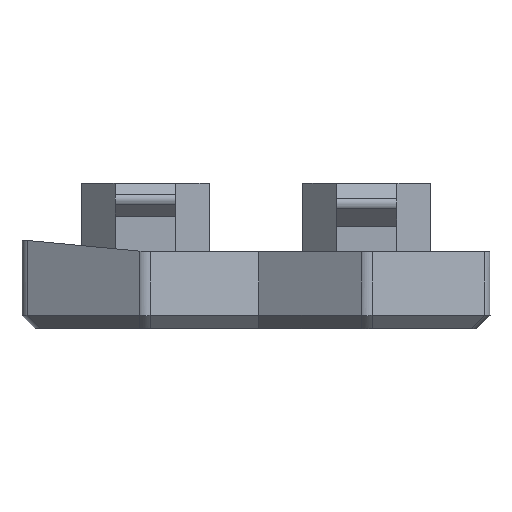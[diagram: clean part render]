
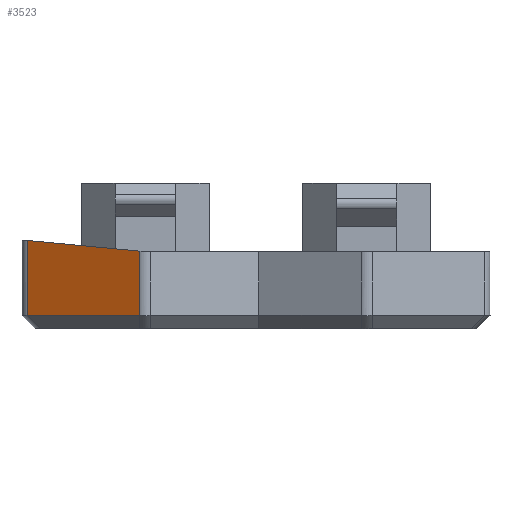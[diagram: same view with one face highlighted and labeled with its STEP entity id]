
A CAD part, left-side view. The second image highlights one B-rep face of the part: STEP entity #3523.
In plain terms, the highlighted planar face has unit normal (-0.866, 0.5, 0).
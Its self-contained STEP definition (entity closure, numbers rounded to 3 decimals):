
#104=ELLIPSE('',#3803,1.298,0.85);
#105=ELLIPSE('',#3804,1.298,0.85);
#408=FACE_OUTER_BOUND('',#604,.T.);
#604=EDGE_LOOP('',(#2971,#2972,#2973,#2974,#2975,#2976));
#919=LINE('',#8952,#1266);
#921=LINE('',#8968,#1268);
#922=LINE('',#8973,#1269);
#923=LINE('',#8976,#1270);
#1266=VECTOR('',#4563,10.);
#1268=VECTOR('',#4569,10.);
#1269=VECTOR('',#4574,10.);
#1270=VECTOR('',#4577,10.);
#1622=VERTEX_POINT('',#8949);
#1623=VERTEX_POINT('',#8951);
#1625=VERTEX_POINT('',#8957);
#1626=VERTEX_POINT('',#8970);
#1627=VERTEX_POINT('',#8972);
#1628=VERTEX_POINT('',#8974);
#2092=EDGE_CURVE('',#1623,#1622,#919,.F.);
#2096=EDGE_CURVE('',#1625,#1622,#921,.T.);
#2097=EDGE_CURVE('',#1626,#1625,#104,.T.);
#2098=EDGE_CURVE('',#1627,#1626,#922,.T.);
#2099=EDGE_CURVE('',#1628,#1627,#105,.T.);
#2100=EDGE_CURVE('',#1628,#1623,#923,.T.);
#2971=ORIENTED_EDGE('',*,*,#2096,.F.);
#2972=ORIENTED_EDGE('',*,*,#2097,.F.);
#2973=ORIENTED_EDGE('',*,*,#2098,.F.);
#2974=ORIENTED_EDGE('',*,*,#2099,.F.);
#2975=ORIENTED_EDGE('',*,*,#2100,.T.);
#2976=ORIENTED_EDGE('',*,*,#2092,.T.);
#3348=PLANE('',#3802);
#3523=ADVANCED_FACE('',(#408),#3348,.F.);
#3802=AXIS2_PLACEMENT_3D('',#8969,#4570,#4571);
#3803=AXIS2_PLACEMENT_3D('',#8971,#4572,#4573);
#3804=AXIS2_PLACEMENT_3D('',#8975,#4575,#4576);
#4563=DIRECTION('',(-0.498,-0.863,-0.082));
#4569=DIRECTION('',(0.,0.,1.));
#4570=DIRECTION('center_axis',(0.866,-0.5,0.));
#4571=DIRECTION('ref_axis',(0.5,0.866,0.));
#4572=DIRECTION('center_axis',(0.866,-0.5,0.));
#4573=DIRECTION('ref_axis',(-0.25,-0.433,-0.866));
#4574=DIRECTION('',(0.5,0.866,0.));
#4575=DIRECTION('center_axis',(0.866,-0.5,0.));
#4576=DIRECTION('ref_axis',(0.25,0.433,-0.866));
#4577=DIRECTION('',(0.,0.,1.));
#8949=CARTESIAN_POINT('',(-77.84,185.64,4.978));
#8951=CARTESIAN_POINT('',(-81.502,179.296,4.377));
#8952=CARTESIAN_POINT('',(-80.166,181.61,4.596));
#8957=CARTESIAN_POINT('',(-77.84,185.64,0.75));
#8968=CARTESIAN_POINT('',(-77.84,185.64,4.35));
#8969=CARTESIAN_POINT('Origin',(-78.295,184.85,0.75));
#8970=CARTESIAN_POINT('',(-77.84,185.639,0.75));
#8971=CARTESIAN_POINT('Origin',(-77.666,185.94,1.952));
#8972=CARTESIAN_POINT('',(-81.502,179.297,0.75));
#8973=CARTESIAN_POINT('',(-79.659,182.489,0.75));
#8974=CARTESIAN_POINT('',(-81.502,179.296,0.75));
#8975=CARTESIAN_POINT('Origin',(-81.675,178.996,1.952));
#8976=CARTESIAN_POINT('',(-81.502,179.296,4.35));
